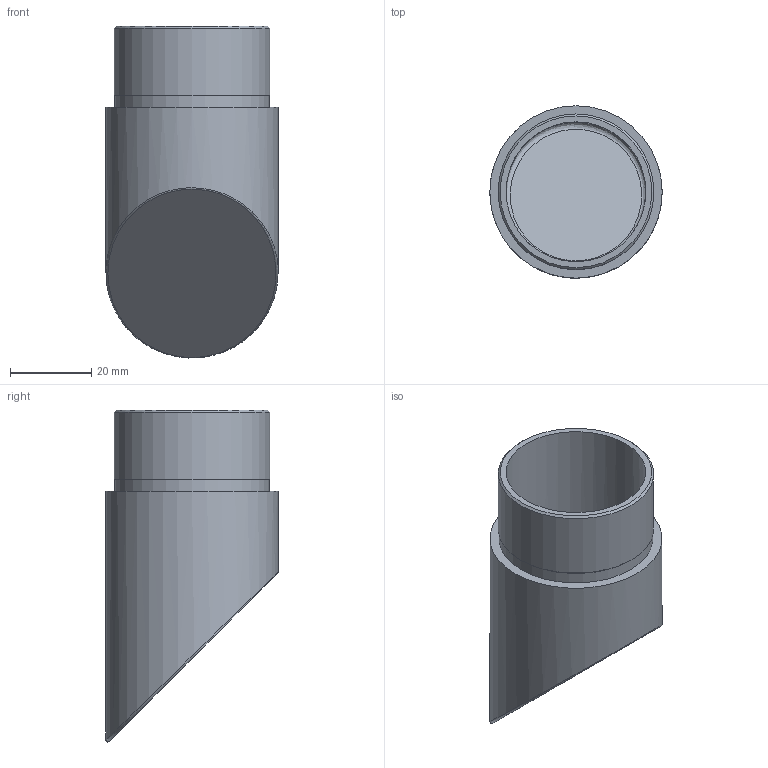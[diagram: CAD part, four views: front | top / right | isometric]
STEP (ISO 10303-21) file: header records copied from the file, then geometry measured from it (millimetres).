
FILE_DESCRIPTION (( 'STEP AP203' ), '1' );
FILE_NAME ('60226-320.step', '2020-03-05T13:09:03', ( '' ), ( '' ), 'SwSTEP 2.0', 'SolidWorks 2015', '' );
FILE_SCHEMA (( 'CONFIG_CONTROL_DESIGN' ));
Length unit declared in the file: millimetre
Products named in the file (2): 60226-320
Bounding box: 42.4 x 42.4 x 81.69 mm (x, y, z)
Volume: 28132.7 mm3; surface area: 17711.2 mm2
Topology: 1 solids, 1 shells, 237 faces, 623 edges, 415 vertices
Faces by surface type: bspline 118, plane 90, cylinder 28, cone 1
Full cylindrical faces by diameter (mm): 34.4 x1, 37.9 x1, 38.3 x1, 42.4 x1
Entity records: 12635 total; most frequent: CARTESIAN_POINT 7481, ORIENTED_EDGE 1228, DIRECTION 673, EDGE_CURVE 614, VERTEX_POINT 413, LINE 273, VECTOR 273, EDGE_LOOP 271
